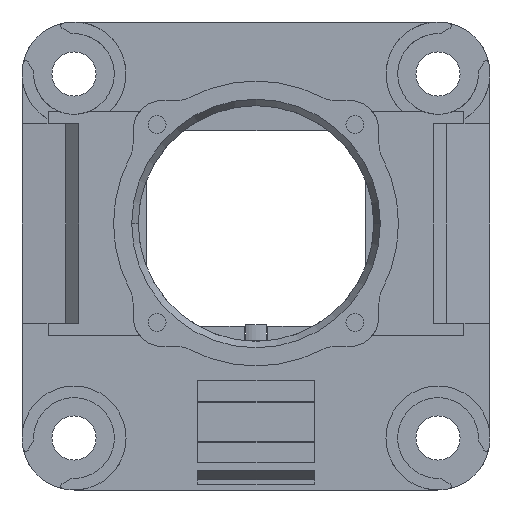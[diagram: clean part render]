
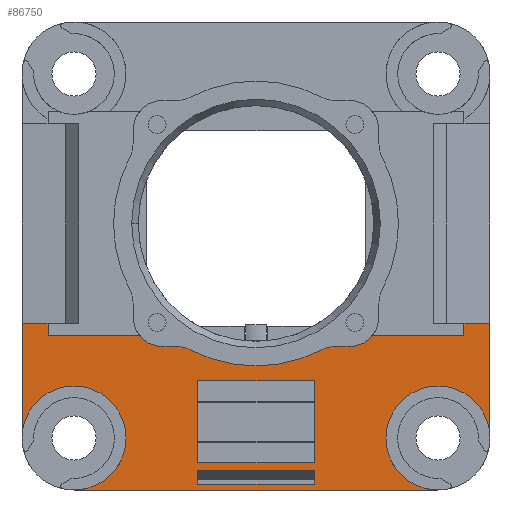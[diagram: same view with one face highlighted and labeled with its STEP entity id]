
A CAD part, front view. The second image highlights one B-rep face of the part: STEP entity #86750.
In plain terms, the highlighted face is planar.
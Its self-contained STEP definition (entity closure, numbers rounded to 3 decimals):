
#2480=CARTESIAN_POINT('',(-14.,-20.425,16.97));
#2490=VERTEX_POINT('',#2480);
#2520=CARTESIAN_POINT('',(0.,-20.425,16.97));
#2530=DIRECTION('',(1.,0.,0.));
#2540=VECTOR('',#2530,1.);
#2550=LINE('',#2520,#2540);
#2560=CARTESIAN_POINT('',(14.,-20.425,16.97));
#2570=VERTEX_POINT('',#2560);
#2580=EDGE_CURVE('',#2490,#2570,#2550,.T.);
#2930=CARTESIAN_POINT('',(-10.,-16.425,16.97));
#2940=VERTEX_POINT('',#2930);
#3120=CARTESIAN_POINT('',(-18.,-16.425,16.97));
#3130=VERTEX_POINT('',#3120);
#3160=CARTESIAN_POINT('',(-14.,-16.425,16.97));
#3170=DIRECTION('',(0.,0.,1.));
#3180=DIRECTION('',(1.,0.,0.));
#3190=AXIS2_PLACEMENT_3D('',#3160,#3170,#3180);
#3200=CIRCLE('',#3190,4.);
#3210=EDGE_CURVE('',#2940,#3130,#3200,.T.);
#4730=CARTESIAN_POINT('',(8.953,-8.525,16.97));
#4740=VERTEX_POINT('',#4730);
#4770=CARTESIAN_POINT('',(7.16,-7.085,16.97));
#4780=DIRECTION('',(0.,0.,-1.));
#4790=DIRECTION('',(-1.,0.,0.));
#4800=AXIS2_PLACEMENT_3D('',#4770,#4780,#4790);
#4810=CIRCLE('',#4800,2.3);
#4820=CARTESIAN_POINT('',(7.16,-9.385,16.97));
#4830=VERTEX_POINT('',#4820);
#4840=EDGE_CURVE('',#4740,#4830,#4810,.T.);
#5260=CARTESIAN_POINT('',(-6.088,-9.385,16.97));
#5270=DIRECTION('',(-1.,0.,0.));
#5280=VECTOR('',#5270,1.);
#5290=LINE('',#5260,#5280);
#5300=CARTESIAN_POINT('',(6.126,-9.385,16.97));
#5310=VERTEX_POINT('',#5300);
#5320=EDGE_CURVE('',#4830,#5310,#5290,.T.);
#5650=CARTESIAN_POINT('',(6.126,-11.685,16.97));
#5660=DIRECTION('',(0.,0.,1.));
#5670=DIRECTION('',(1.,0.,0.));
#5680=AXIS2_PLACEMENT_3D('',#5650,#5660,#5670);
#5690=CIRCLE('',#5680,2.3);
#5700=CARTESIAN_POINT('',(5.064,-9.645,16.97));
#5710=VERTEX_POINT('',#5700);
#5720=EDGE_CURVE('',#5310,#5710,#5690,.T.);
#6050=CARTESIAN_POINT('',(0.,0.075,16.97
));
#6060=DIRECTION('',(0.,0.,1.));
#6070=DIRECTION('',(1.,0.,0.));
#6080=AXIS2_PLACEMENT_3D('',#6050,#6060,#6070);
#6090=CIRCLE('',#6080,10.96);
#6100=CARTESIAN_POINT('',(-5.064,-9.645,16.97));
#6110=VERTEX_POINT('',#6100);
#6120=EDGE_CURVE('',#6110,#5710,#6090,.T.);
#6450=CARTESIAN_POINT('',(-6.126,-11.685,16.97));
#6460=DIRECTION('',(0.,0.,-1.));
#6470=DIRECTION('',(-1.,0.,0.));
#6480=AXIS2_PLACEMENT_3D('',#6450,#6460,#6470);
#6490=CIRCLE('',#6480,2.3);
#6500=CARTESIAN_POINT('',(-6.126,-9.385,16.97));
#6510=VERTEX_POINT('',#6500);
#6520=EDGE_CURVE('',#6510,#6110,#6490,.T.);
#6760=CARTESIAN_POINT('',(-6.088,-9.385,16.97));
#6770=DIRECTION('',(1.,0.,0.));
#6780=VECTOR('',#6770,1.);
#6790=LINE('',#6760,#6780);
#6800=CARTESIAN_POINT('',(-7.16,-9.385,16.97));
#6810=VERTEX_POINT('',#6800);
#6820=EDGE_CURVE('',#6810,#6510,#6790,.T.);
#7130=CARTESIAN_POINT('',(-7.16,-7.085,16.97));
#7140=DIRECTION('',(0.,0.,1.));
#7150=DIRECTION('',(1.,0.,0.));
#7160=AXIS2_PLACEMENT_3D('',#7130,#7140,#7150);
#7170=CIRCLE('',#7160,2.3);
#7180=CARTESIAN_POINT('',(-8.953,-8.525,16.97));
#7190=VERTEX_POINT('',#7180);
#7200=EDGE_CURVE('',#7190,#6810,#7170,.T.);
#7740=CARTESIAN_POINT('',(-16.,-8.525,16.97));
#7750=VERTEX_POINT('',#7740);
#7800=CARTESIAN_POINT('',(-16.,0.,16.97));
#7810=DIRECTION('',(0.,-1.,0.));
#7820=VECTOR('',#7810,1.);
#7830=LINE('',#7800,#7820);
#7840=CARTESIAN_POINT('',(-16.,-7.6,16.97));
#7850=VERTEX_POINT('',#7840);
#7860=EDGE_CURVE('',#7850,#7750,#7830,.T.);
#8180=CARTESIAN_POINT('',(0.,-7.6,16.97));
#8190=DIRECTION('',(1.,0.,0.));
#8200=VECTOR('',#8190,1.);
#8210=LINE('',#8180,#8200);
#8220=CARTESIAN_POINT('',(-18.,-7.6,16.97));
#8230=VERTEX_POINT('',#8220);
#8240=EDGE_CURVE('',#8230,#7850,#8210,.T.);
#10070=CARTESIAN_POINT('',(-18.,0.,16.97));
#10080=DIRECTION('',(0.,1.,0.));
#10090=VECTOR('',#10080,1.);
#10100=LINE('',#10070,#10090);
#10110=EDGE_CURVE('',#3130,#8230,#10100,.T.);
#13230=CARTESIAN_POINT('',(-6.088,-8.525,16.97));
#13240=DIRECTION('',(1.,0.,0.));
#13250=VECTOR('',#13240,1.);
#13260=LINE('',#13230,#13250);
#13270=EDGE_CURVE('',#7750,#7190,#13260,.T.);
#13500=CARTESIAN_POINT('',(16.,-7.6,16.97));
#13510=VERTEX_POINT('',#13500);
#13560=CARTESIAN_POINT('',(16.,0.,16.97));
#13570=DIRECTION('',(0.,1.,0.));
#13580=VECTOR('',#13570,1.);
#13590=LINE('',#13560,#13580);
#13600=CARTESIAN_POINT('',(16.,-8.525,16.97));
#13610=VERTEX_POINT('',#13600);
#13620=EDGE_CURVE('',#13610,#13510,#13590,.T.);
#14300=CARTESIAN_POINT('',(18.,-7.6,16.97));
#14310=VERTEX_POINT('',#14300);
#14340=CARTESIAN_POINT('',(0.,-7.6,16.97));
#14350=DIRECTION('',(1.,0.,0.));
#14360=VECTOR('',#14350,1.);
#14370=LINE('',#14340,#14360);
#14380=EDGE_CURVE('',#13510,#14310,#14370,.T.);
#15860=CARTESIAN_POINT('',(18.,-16.425,16.97));
#15870=VERTEX_POINT('',#15860);
#15900=CARTESIAN_POINT('',(18.,0.,16.97));
#15910=DIRECTION('',(0.,-1.,0.));
#15920=VECTOR('',#15910,1.);
#15930=LINE('',#15900,#15920);
#15940=EDGE_CURVE('',#14310,#15870,#15930,.T.);
#85650=CARTESIAN_POINT('',(11.638,14.117,16.97));
#85660=DIRECTION('',(0.,0.,1.));
#85670=DIRECTION('',(-1.,0.,0.));
#85680=AXIS2_PLACEMENT_3D('',#85650,#85660,#85670);
#85690=PLANE('',#85680);
#85700=CARTESIAN_POINT('',(0.,-19.975,16.97));
#85710=DIRECTION('',(-1.,0.,0.));
#85720=VECTOR('',#85710,1.);
#85730=LINE('',#85700,#85720);
#85740=CARTESIAN_POINT('',(4.5,-19.975,16.97));
#85750=VERTEX_POINT('',#85740);
#85760=CARTESIAN_POINT('',(-4.5,-19.975,16.97));
#85770=VERTEX_POINT('',#85760);
#85780=EDGE_CURVE('',#85750,#85770,#85730,.T.);
#85790=ORIENTED_EDGE('',*,*,#85780,.T.);
#85800=CARTESIAN_POINT('',(4.5,0.,16.97));
#85810=DIRECTION('',(0.,1.,0.));
#85820=VECTOR('',#85810,1.);
#85830=LINE('',#85800,#85820);
#85840=CARTESIAN_POINT('',(4.5,-18.925,16.97));
#85850=VERTEX_POINT('',#85840);
#85860=EDGE_CURVE('',#85750,#85850,#85830,.T.);
#85870=ORIENTED_EDGE('',*,*,#85860,.F.);
#85880=CARTESIAN_POINT('',(0.,-18.925,16.97));
#85890=DIRECTION('',(-1.,0.,0.));
#85900=VECTOR('',#85890,1.);
#85910=LINE('',#85880,#85900);
#85920=CARTESIAN_POINT('',(-4.5,-18.925,16.97));
#85930=VERTEX_POINT('',#85920);
#85940=EDGE_CURVE('',#85850,#85930,#85910,.T.);
#85950=ORIENTED_EDGE('',*,*,#85940,.F.);
#85960=CARTESIAN_POINT('',(-4.5,0.,16.97));
#85970=DIRECTION('',(0.,1.,0.));
#85980=VECTOR('',#85970,1.);
#85990=LINE('',#85960,#85980);
#86000=EDGE_CURVE('',#85770,#85930,#85990,.T.);
#86010=ORIENTED_EDGE('',*,*,#86000,.T.);
#86020=EDGE_LOOP('',(#86010,#85950,#85870,#85790));
#86030=FACE_BOUND('',#86020,.T.);
#86040=CARTESIAN_POINT('',(4.5,0.,16.97));
#86050=DIRECTION('',(0.,-1.,0.));
#86060=VECTOR('',#86050,1.);
#86070=LINE('',#86040,#86060);
#86080=CARTESIAN_POINT('',(4.5,-12.012,16.97));
#86090=VERTEX_POINT('',#86080);
#86100=CARTESIAN_POINT('',(4.5,-18.337,16.97));
#86110=VERTEX_POINT('',#86100);
#86120=EDGE_CURVE('',#86090,#86110,#86070,.T.);
#86130=ORIENTED_EDGE('',*,*,#86120,.T.);
#86140=CARTESIAN_POINT('',(0.,-12.012,16.97));
#86150=DIRECTION('',(1.,0.,0.));
#86160=VECTOR('',#86150,1.);
#86170=LINE('',#86140,#86160);
#86180=CARTESIAN_POINT('',(-4.5,-12.012,16.97));
#86190=VERTEX_POINT('',#86180);
#86200=EDGE_CURVE('',#86190,#86090,#86170,.T.);
#86210=ORIENTED_EDGE('',*,*,#86200,.T.);
#86220=CARTESIAN_POINT('',(-4.5,0.,16.97));
#86230=DIRECTION('',(0.,1.,0.));
#86240=VECTOR('',#86230,1.);
#86250=LINE('',#86220,#86240);
#86260=CARTESIAN_POINT('',(-4.5,-18.337,16.97));
#86270=VERTEX_POINT('',#86260);
#86280=EDGE_CURVE('',#86270,#86190,#86250,.T.);
#86290=ORIENTED_EDGE('',*,*,#86280,.T.);
#86300=CARTESIAN_POINT('',(0.,-18.337,16.97));
#86310=DIRECTION('',(-1.,0.,0.));
#86320=VECTOR('',#86310,1.);
#86330=LINE('',#86300,#86320);
#86340=EDGE_CURVE('',#86110,#86270,#86330,.T.);
#86350=ORIENTED_EDGE('',*,*,#86340,.T.);
#86360=EDGE_LOOP('',(#86350,#86290,#86210,#86130));
#86370=FACE_BOUND('',#86360,.T.);
#86380=EDGE_CURVE('',#2490,#2940,#3200,.T.);
#86390=ORIENTED_EDGE('',*,*,#86380,.F.);
#86400=ORIENTED_EDGE('',*,*,#3210,.F.);
#86410=ORIENTED_EDGE('',*,*,#10110,.F.);
#86420=ORIENTED_EDGE('',*,*,#8240,.F.);
#86430=ORIENTED_EDGE('',*,*,#7860,.F.);
#86440=ORIENTED_EDGE('',*,*,#13270,.F.);
#86450=ORIENTED_EDGE('',*,*,#7200,.F.);
#86460=ORIENTED_EDGE('',*,*,#6820,.F.);
#86470=ORIENTED_EDGE('',*,*,#6520,.F.);
#86480=ORIENTED_EDGE('',*,*,#6120,.F.);
#86490=ORIENTED_EDGE('',*,*,#5720,.T.);
#86500=ORIENTED_EDGE('',*,*,#5320,.T.);
#86510=ORIENTED_EDGE('',*,*,#4840,.T.);
#86520=CARTESIAN_POINT('',(-6.088,-8.525,16.97));
#86530=DIRECTION('',(1.,0.,0.));
#86540=VECTOR('',#86530,1.);
#86550=LINE('',#86520,#86540);
#86560=EDGE_CURVE('',#4740,#13610,#86550,.T.);
#86570=ORIENTED_EDGE('',*,*,#86560,.F.);
#86580=ORIENTED_EDGE('',*,*,#13620,.F.);
#86590=ORIENTED_EDGE('',*,*,#14380,.F.);
#86600=ORIENTED_EDGE('',*,*,#15940,.F.);
#86610=CARTESIAN_POINT('',(14.,-16.425,16.97));
#86620=DIRECTION('',(0.,0.,-1.));
#86630=DIRECTION('',(-1.,0.,0.));
#86640=AXIS2_PLACEMENT_3D('',#86610,#86620,#86630);
#86650=CIRCLE('',#86640,4.);
#86660=CARTESIAN_POINT('',(10.,-16.425,16.97));
#86670=VERTEX_POINT('',#86660);
#86680=EDGE_CURVE('',#86670,#15870,#86650,.T.);
#86690=ORIENTED_EDGE('',*,*,#86680,.T.);
#86700=EDGE_CURVE('',#2570,#86670,#86650,.T.);
#86710=ORIENTED_EDGE('',*,*,#86700,.T.);
#86720=ORIENTED_EDGE('',*,*,#2580,.T.);
#86730=EDGE_LOOP('',(#86720,#86710,#86690,#86600,#86590,#86580,#86570,
#86510,#86500,#86490,#86480,#86470,#86460,#86450,#86440,#86430,#86420,
#86410,#86400,#86390));
#86740=FACE_OUTER_BOUND('',#86730,.T.);
#86750=ADVANCED_FACE('',(#86030,#86370,#86740),#85690,.T.);
